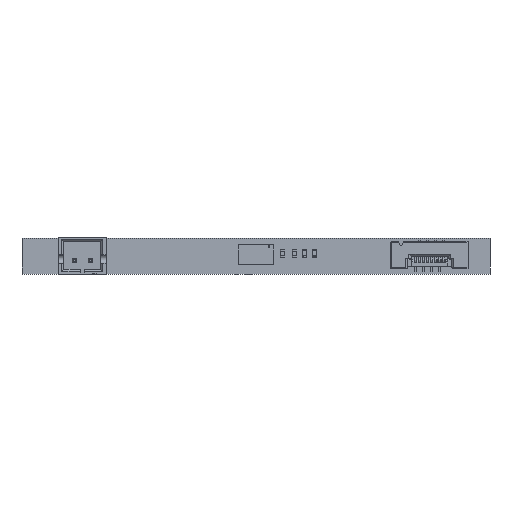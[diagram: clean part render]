
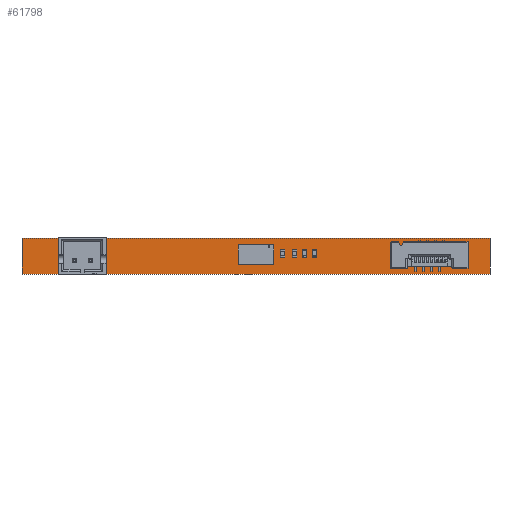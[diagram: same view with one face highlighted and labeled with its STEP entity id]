
A CAD part, top view. The second image highlights one B-rep face of the part: STEP entity #61798.
In plain terms, the highlighted planar face has unit normal (0, 0, 1).
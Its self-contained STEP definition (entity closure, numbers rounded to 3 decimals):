
#61441 = VERTEX_POINT('',#61442);
#61442 = CARTESIAN_POINT('',(-29.,-2.225,0.8));
#61449 = PLANE('',#61450);
#61450 = AXIS2_PLACEMENT_3D('',#61451,#61452,#61453);
#61451 = CARTESIAN_POINT('',(-29.,-2.225,0.));
#61452 = DIRECTION('',(-1.,0.,0.));
#61453 = DIRECTION('',(0.,1.,0.));
#61461 = PLANE('',#61462);
#61462 = AXIS2_PLACEMENT_3D('',#61463,#61464,#61465);
#61463 = CARTESIAN_POINT('',(29.,-2.225,0.));
#61464 = DIRECTION('',(0.,-1.,0.));
#61465 = DIRECTION('',(-1.,0.,0.));
#61473 = EDGE_CURVE('',#61441,#61474,#61476,.T.);
#61474 = VERTEX_POINT('',#61475);
#61475 = CARTESIAN_POINT('',(-29.,2.225,0.8));
#61476 = SURFACE_CURVE('',#61477,(#61481,#61488),.PCURVE_S1.);
#61477 = LINE('',#61478,#61479);
#61478 = CARTESIAN_POINT('',(-29.,-2.225,0.8));
#61479 = VECTOR('',#61480,1.);
#61480 = DIRECTION('',(0.,1.,0.));
#61481 = PCURVE('',#61449,#61482);
#61482 = DEFINITIONAL_REPRESENTATION('',(#61483),#61487);
#61483 = LINE('',#61484,#61485);
#61484 = CARTESIAN_POINT('',(0.,-0.8));
#61485 = VECTOR('',#61486,1.);
#61486 = DIRECTION('',(1.,0.));
#61487 = ( GEOMETRIC_REPRESENTATION_CONTEXT(2) 
PARAMETRIC_REPRESENTATION_CONTEXT() REPRESENTATION_CONTEXT('2D SPACE',''
  ) );
#61488 = PCURVE('',#61489,#61494);
#61489 = PLANE('',#61490);
#61490 = AXIS2_PLACEMENT_3D('',#61491,#61492,#61493);
#61491 = CARTESIAN_POINT('',(0.,0.,0.8));
#61492 = DIRECTION('',(0.,0.,-1.));
#61493 = DIRECTION('',(-1.,0.,0.));
#61494 = DEFINITIONAL_REPRESENTATION('',(#61495),#61499);
#61495 = LINE('',#61496,#61497);
#61496 = CARTESIAN_POINT('',(29.,-2.225));
#61497 = VECTOR('',#61498,1.);
#61498 = DIRECTION('',(0.,1.));
#61499 = ( GEOMETRIC_REPRESENTATION_CONTEXT(2) 
PARAMETRIC_REPRESENTATION_CONTEXT() REPRESENTATION_CONTEXT('2D SPACE',''
  ) );
#61517 = PLANE('',#61518);
#61518 = AXIS2_PLACEMENT_3D('',#61519,#61520,#61521);
#61519 = CARTESIAN_POINT('',(-29.,2.225,0.));
#61520 = DIRECTION('',(0.,1.,0.));
#61521 = DIRECTION('',(1.,0.,0.));
#61561 = VERTEX_POINT('',#61562);
#61562 = CARTESIAN_POINT('',(29.,-2.225,0.8));
#61576 = PLANE('',#61577);
#61577 = AXIS2_PLACEMENT_3D('',#61578,#61579,#61580);
#61578 = CARTESIAN_POINT('',(29.,2.225,0.));
#61579 = DIRECTION('',(1.,0.,0.));
#61580 = DIRECTION('',(0.,-1.,0.));
#61588 = EDGE_CURVE('',#61561,#61441,#61589,.T.);
#61589 = SURFACE_CURVE('',#61590,(#61594,#61601),.PCURVE_S1.);
#61590 = LINE('',#61591,#61592);
#61591 = CARTESIAN_POINT('',(29.,-2.225,0.8));
#61592 = VECTOR('',#61593,1.);
#61593 = DIRECTION('',(-1.,0.,0.));
#61594 = PCURVE('',#61461,#61595);
#61595 = DEFINITIONAL_REPRESENTATION('',(#61596),#61600);
#61596 = LINE('',#61597,#61598);
#61597 = CARTESIAN_POINT('',(0.,-0.8));
#61598 = VECTOR('',#61599,1.);
#61599 = DIRECTION('',(1.,0.));
#61600 = ( GEOMETRIC_REPRESENTATION_CONTEXT(2) 
PARAMETRIC_REPRESENTATION_CONTEXT() REPRESENTATION_CONTEXT('2D SPACE',''
  ) );
#61601 = PCURVE('',#61489,#61602);
#61602 = DEFINITIONAL_REPRESENTATION('',(#61603),#61607);
#61603 = LINE('',#61604,#61605);
#61604 = CARTESIAN_POINT('',(-29.,-2.225));
#61605 = VECTOR('',#61606,1.);
#61606 = DIRECTION('',(1.,0.));
#61607 = ( GEOMETRIC_REPRESENTATION_CONTEXT(2) 
PARAMETRIC_REPRESENTATION_CONTEXT() REPRESENTATION_CONTEXT('2D SPACE',''
  ) );
#61635 = EDGE_CURVE('',#61474,#61636,#61638,.T.);
#61636 = VERTEX_POINT('',#61637);
#61637 = CARTESIAN_POINT('',(29.,2.225,0.8));
#61638 = SURFACE_CURVE('',#61639,(#61643,#61650),.PCURVE_S1.);
#61639 = LINE('',#61640,#61641);
#61640 = CARTESIAN_POINT('',(-29.,2.225,0.8));
#61641 = VECTOR('',#61642,1.);
#61642 = DIRECTION('',(1.,0.,0.));
#61643 = PCURVE('',#61517,#61644);
#61644 = DEFINITIONAL_REPRESENTATION('',(#61645),#61649);
#61645 = LINE('',#61646,#61647);
#61646 = CARTESIAN_POINT('',(0.,-0.8));
#61647 = VECTOR('',#61648,1.);
#61648 = DIRECTION('',(1.,0.));
#61649 = ( GEOMETRIC_REPRESENTATION_CONTEXT(2) 
PARAMETRIC_REPRESENTATION_CONTEXT() REPRESENTATION_CONTEXT('2D SPACE',''
  ) );
#61650 = PCURVE('',#61489,#61651);
#61651 = DEFINITIONAL_REPRESENTATION('',(#61652),#61656);
#61652 = LINE('',#61653,#61654);
#61653 = CARTESIAN_POINT('',(29.,2.225));
#61654 = VECTOR('',#61655,1.);
#61655 = DIRECTION('',(-1.,0.));
#61656 = ( GEOMETRIC_REPRESENTATION_CONTEXT(2) 
PARAMETRIC_REPRESENTATION_CONTEXT() REPRESENTATION_CONTEXT('2D SPACE',''
  ) );
#61752 = CYLINDRICAL_SURFACE('',#61753,0.43);
#61753 = AXIS2_PLACEMENT_3D('',#61754,#61755,#61756);
#61754 = CARTESIAN_POINT('',(-22.525,-0.53,-0.4));
#61755 = DIRECTION('',(0.,0.,1.));
#61756 = DIRECTION('',(1.,0.,0.));
#61787 = CYLINDRICAL_SURFACE('',#61788,0.43);
#61788 = AXIS2_PLACEMENT_3D('',#61789,#61790,#61791);
#61789 = CARTESIAN_POINT('',(-20.525,-0.53,-0.4));
#61790 = DIRECTION('',(0.,0.,1.));
#61791 = DIRECTION('',(1.,0.,0.));
#61798 = ADVANCED_FACE('',(#61799,#61825,#61855),#61489,.F.);
#61799 = FACE_BOUND('',#61800,.F.);
#61800 = EDGE_LOOP('',(#61801,#61802,#61803,#61824));
#61801 = ORIENTED_EDGE('',*,*,#61473,.T.);
#61802 = ORIENTED_EDGE('',*,*,#61635,.T.);
#61803 = ORIENTED_EDGE('',*,*,#61804,.T.);
#61804 = EDGE_CURVE('',#61636,#61561,#61805,.T.);
#61805 = SURFACE_CURVE('',#61806,(#61810,#61817),.PCURVE_S1.);
#61806 = LINE('',#61807,#61808);
#61807 = CARTESIAN_POINT('',(29.,2.225,0.8));
#61808 = VECTOR('',#61809,1.);
#61809 = DIRECTION('',(0.,-1.,0.));
#61810 = PCURVE('',#61489,#61811);
#61811 = DEFINITIONAL_REPRESENTATION('',(#61812),#61816);
#61812 = LINE('',#61813,#61814);
#61813 = CARTESIAN_POINT('',(-29.,2.225));
#61814 = VECTOR('',#61815,1.);
#61815 = DIRECTION('',(0.,-1.));
#61816 = ( GEOMETRIC_REPRESENTATION_CONTEXT(2) 
PARAMETRIC_REPRESENTATION_CONTEXT() REPRESENTATION_CONTEXT('2D SPACE',''
  ) );
#61817 = PCURVE('',#61576,#61818);
#61818 = DEFINITIONAL_REPRESENTATION('',(#61819),#61823);
#61819 = LINE('',#61820,#61821);
#61820 = CARTESIAN_POINT('',(0.,-0.8));
#61821 = VECTOR('',#61822,1.);
#61822 = DIRECTION('',(1.,0.));
#61823 = ( GEOMETRIC_REPRESENTATION_CONTEXT(2) 
PARAMETRIC_REPRESENTATION_CONTEXT() REPRESENTATION_CONTEXT('2D SPACE',''
  ) );
#61824 = ORIENTED_EDGE('',*,*,#61588,.T.);
#61825 = FACE_BOUND('',#61826,.F.);
#61826 = EDGE_LOOP('',(#61827));
#61827 = ORIENTED_EDGE('',*,*,#61828,.T.);
#61828 = EDGE_CURVE('',#61829,#61829,#61831,.T.);
#61829 = VERTEX_POINT('',#61830);
#61830 = CARTESIAN_POINT('',(-22.095,-0.53,0.8));
#61831 = SURFACE_CURVE('',#61832,(#61837,#61848),.PCURVE_S1.);
#61832 = CIRCLE('',#61833,0.43);
#61833 = AXIS2_PLACEMENT_3D('',#61834,#61835,#61836);
#61834 = CARTESIAN_POINT('',(-22.525,-0.53,0.8));
#61835 = DIRECTION('',(0.,0.,1.));
#61836 = DIRECTION('',(1.,0.,0.));
#61837 = PCURVE('',#61489,#61838);
#61838 = DEFINITIONAL_REPRESENTATION('',(#61839),#61847);
#61839 = ( BOUNDED_CURVE() B_SPLINE_CURVE(2,(#61840,#61841,#61842,#61843
    ,#61844,#61845,#61846),.UNSPECIFIED.,.T.,.F.) 
B_SPLINE_CURVE_WITH_KNOTS((1,2,2,2,2,1),(-2.094,0.,
    2.094,4.189,6.283,8.378),
.UNSPECIFIED.) CURVE() GEOMETRIC_REPRESENTATION_ITEM() 
RATIONAL_B_SPLINE_CURVE((1.,0.5,1.,0.5,1.,0.5,1.)) REPRESENTATION_ITEM(
  '') );
#61840 = CARTESIAN_POINT('',(22.095,-0.53));
#61841 = CARTESIAN_POINT('',(22.095,0.215));
#61842 = CARTESIAN_POINT('',(22.74,-0.158));
#61843 = CARTESIAN_POINT('',(23.385,-0.53));
#61844 = CARTESIAN_POINT('',(22.74,-0.902));
#61845 = CARTESIAN_POINT('',(22.095,-1.275));
#61846 = CARTESIAN_POINT('',(22.095,-0.53));
#61847 = ( GEOMETRIC_REPRESENTATION_CONTEXT(2) 
PARAMETRIC_REPRESENTATION_CONTEXT() REPRESENTATION_CONTEXT('2D SPACE',''
  ) );
#61848 = PCURVE('',#61752,#61849);
#61849 = DEFINITIONAL_REPRESENTATION('',(#61850),#61854);
#61850 = LINE('',#61851,#61852);
#61851 = CARTESIAN_POINT('',(0.,1.2));
#61852 = VECTOR('',#61853,1.);
#61853 = DIRECTION('',(1.,0.));
#61854 = ( GEOMETRIC_REPRESENTATION_CONTEXT(2) 
PARAMETRIC_REPRESENTATION_CONTEXT() REPRESENTATION_CONTEXT('2D SPACE',''
  ) );
#61855 = FACE_BOUND('',#61856,.F.);
#61856 = EDGE_LOOP('',(#61857));
#61857 = ORIENTED_EDGE('',*,*,#61858,.T.);
#61858 = EDGE_CURVE('',#61859,#61859,#61861,.T.);
#61859 = VERTEX_POINT('',#61860);
#61860 = CARTESIAN_POINT('',(-20.095,-0.53,0.8));
#61861 = SURFACE_CURVE('',#61862,(#61867,#61878),.PCURVE_S1.);
#61862 = CIRCLE('',#61863,0.43);
#61863 = AXIS2_PLACEMENT_3D('',#61864,#61865,#61866);
#61864 = CARTESIAN_POINT('',(-20.525,-0.53,0.8));
#61865 = DIRECTION('',(0.,0.,1.));
#61866 = DIRECTION('',(1.,0.,0.));
#61867 = PCURVE('',#61489,#61868);
#61868 = DEFINITIONAL_REPRESENTATION('',(#61869),#61877);
#61869 = ( BOUNDED_CURVE() B_SPLINE_CURVE(2,(#61870,#61871,#61872,#61873
    ,#61874,#61875,#61876),.UNSPECIFIED.,.T.,.F.) 
B_SPLINE_CURVE_WITH_KNOTS((1,2,2,2,2,1),(-2.094,0.,
    2.094,4.189,6.283,8.378),
.UNSPECIFIED.) CURVE() GEOMETRIC_REPRESENTATION_ITEM() 
RATIONAL_B_SPLINE_CURVE((1.,0.5,1.,0.5,1.,0.5,1.)) REPRESENTATION_ITEM(
  '') );
#61870 = CARTESIAN_POINT('',(20.095,-0.53));
#61871 = CARTESIAN_POINT('',(20.095,0.215));
#61872 = CARTESIAN_POINT('',(20.74,-0.158));
#61873 = CARTESIAN_POINT('',(21.385,-0.53));
#61874 = CARTESIAN_POINT('',(20.74,-0.902));
#61875 = CARTESIAN_POINT('',(20.095,-1.275));
#61876 = CARTESIAN_POINT('',(20.095,-0.53));
#61877 = ( GEOMETRIC_REPRESENTATION_CONTEXT(2) 
PARAMETRIC_REPRESENTATION_CONTEXT() REPRESENTATION_CONTEXT('2D SPACE',''
  ) );
#61878 = PCURVE('',#61787,#61879);
#61879 = DEFINITIONAL_REPRESENTATION('',(#61880),#61884);
#61880 = LINE('',#61881,#61882);
#61881 = CARTESIAN_POINT('',(0.,1.2));
#61882 = VECTOR('',#61883,1.);
#61883 = DIRECTION('',(1.,0.));
#61884 = ( GEOMETRIC_REPRESENTATION_CONTEXT(2) 
PARAMETRIC_REPRESENTATION_CONTEXT() REPRESENTATION_CONTEXT('2D SPACE',''
  ) );
